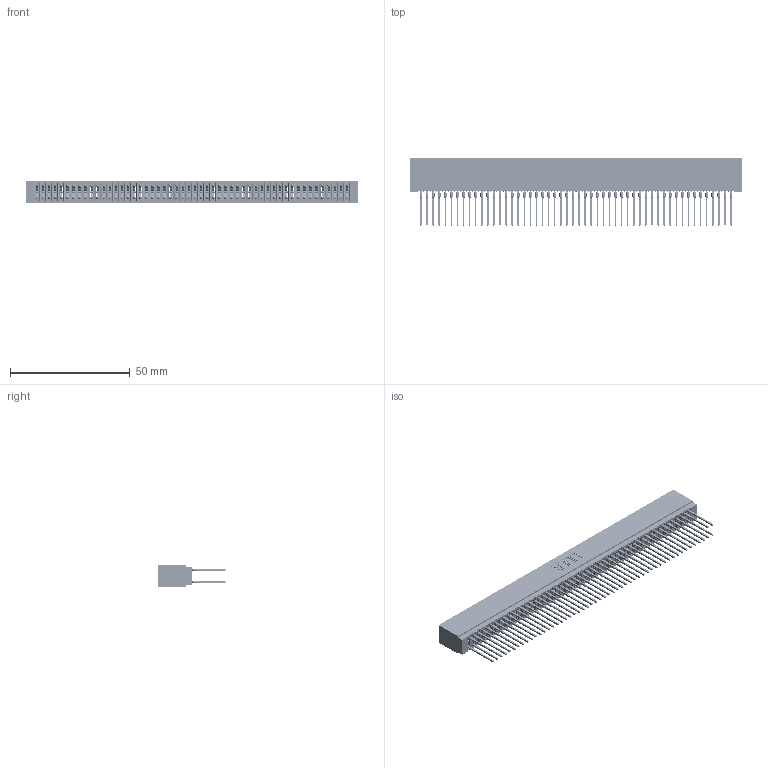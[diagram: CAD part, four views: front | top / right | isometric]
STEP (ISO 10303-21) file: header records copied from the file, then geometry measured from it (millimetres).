
FILE_DESCRIPTION (( 'STEP AP203' ), '1' );
FILE_NAME ('725-104-540-201.STEP', '2026-02-24T20:10:22', ( '' ), ( '' ), 'SwSTEP 2.0', 'SolidWorks 2023', '' );
FILE_SCHEMA (( 'CONFIG_CONTROL_DESIGN' ));
Length unit declared in the file: millimetre
Products named in the file (3): 725 Part_Insulator Option - 01; 725-104-540-201; 745-292-001_540
Assembly tree (105 placements, depth 2):
  725-104-540-201
    725 Part_Insulator Option - 01
    745-292-001_540  x104
Bounding box: 138.68 x 28.21 x 8.89 mm (x, y, z)
Volume: 11254.6 mm3; surface area: 25193.6 mm2
Topology: 105 solids, 105 shells, 9403 faces, 25266 edges, 15872 vertices
Faces by surface type: plane 4839, bspline 2080, cylinder 1860, torus 624
Entity records: 86142 total; most frequent: CARTESIAN_POINT 15439, ORIENTED_EDGE 14894, DIRECTION 13005, EDGE_CURVE 7447, LINE 6953, VECTOR 6953, VERTEX_POINT 4748, AXIS2_PLACEMENT_3D 3026
